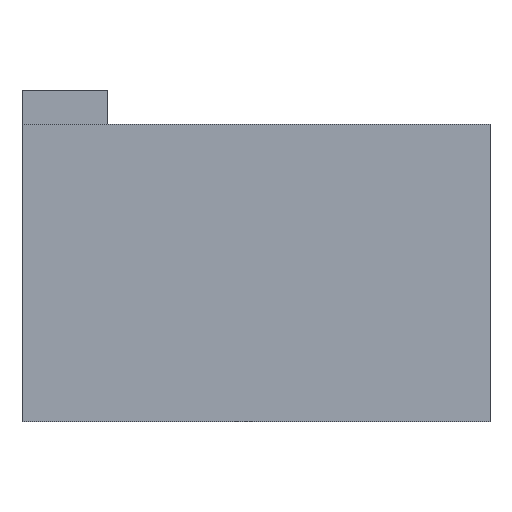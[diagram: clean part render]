
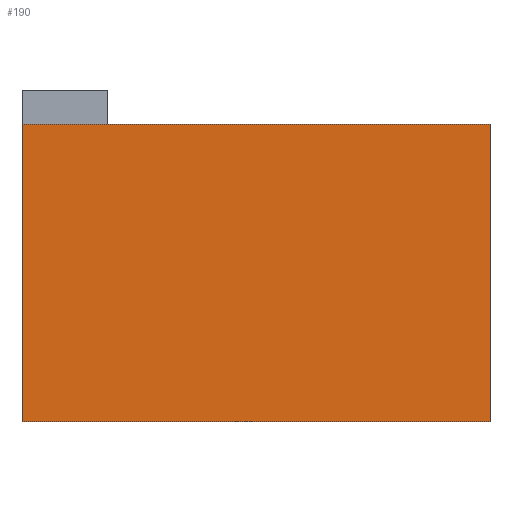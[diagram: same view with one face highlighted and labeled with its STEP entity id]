
A CAD part, front view. The second image highlights one B-rep face of the part: STEP entity #190.
In plain terms, the highlighted planar face has unit normal (0, -1, 0).
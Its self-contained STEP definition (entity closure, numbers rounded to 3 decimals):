
#24=FACE_OUTER_BOUND('',#34,.T.);
#34=EDGE_LOOP('',(#167,#168,#169,#170));
#47=LINE('',#289,#71);
#51=LINE('',#297,#75);
#54=LINE('',#303,#78);
#57=LINE('',#308,#81);
#71=VECTOR('',#239,10.);
#75=VECTOR('',#245,10.);
#78=VECTOR('',#250,10.);
#81=VECTOR('',#255,10.);
#91=VERTEX_POINT('',#286);
#92=VERTEX_POINT('',#288);
#95=VERTEX_POINT('',#296);
#97=VERTEX_POINT('',#302);
#111=EDGE_CURVE('',#91,#92,#47,.T.);
#115=EDGE_CURVE('',#95,#91,#51,.T.);
#118=EDGE_CURVE('',#97,#95,#54,.T.);
#121=EDGE_CURVE('',#92,#97,#57,.T.);
#167=ORIENTED_EDGE('',*,*,#121,.F.);
#168=ORIENTED_EDGE('',*,*,#111,.F.);
#169=ORIENTED_EDGE('',*,*,#115,.F.);
#170=ORIENTED_EDGE('',*,*,#118,.F.);
#180=PLANE('',#214);
#190=ADVANCED_FACE('',(#24),#180,.F.);
#214=AXIS2_PLACEMENT_3D('',#311,#259,#260);
#239=DIRECTION('',(1.,0.,0.));
#245=DIRECTION('',(0.,0.,1.));
#250=DIRECTION('',(-1.,0.,0.));
#255=DIRECTION('',(0.,0.,-1.));
#259=DIRECTION('center_axis',(0.,1.,0.));
#260=DIRECTION('ref_axis',(1.,0.,0.));
#286=CARTESIAN_POINT('',(-55.,0.,35.));
#288=CARTESIAN_POINT('',(0.,0.,35.));
#289=CARTESIAN_POINT('',(-55.,0.,35.));
#296=CARTESIAN_POINT('',(-55.,0.,0.));
#297=CARTESIAN_POINT('',(-55.,0.,0.));
#302=CARTESIAN_POINT('',(0.,0.,0.));
#303=CARTESIAN_POINT('',(0.,0.,0.));
#308=CARTESIAN_POINT('',(0.,0.,35.));
#311=CARTESIAN_POINT('Origin',(-27.5,0.,17.5));
